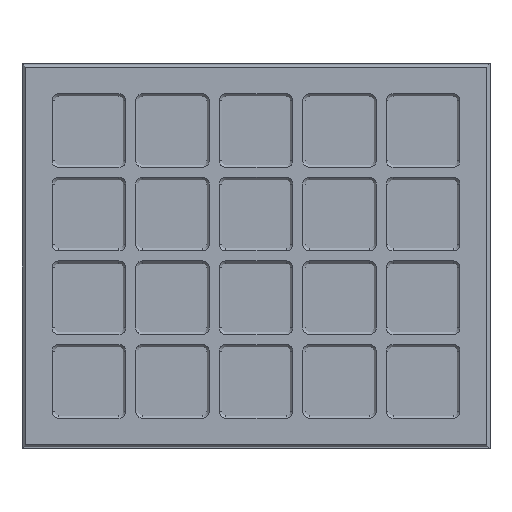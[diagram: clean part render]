
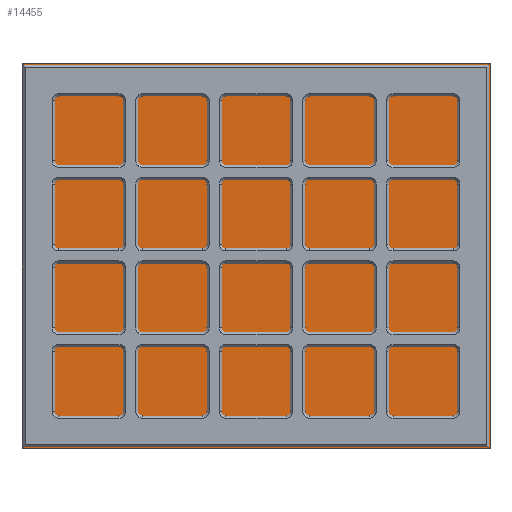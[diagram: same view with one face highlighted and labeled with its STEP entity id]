
A CAD part, top view. The second image highlights one B-rep face of the part: STEP entity #14455.
In plain terms, the highlighted planar face has unit normal (0, 0, 1).
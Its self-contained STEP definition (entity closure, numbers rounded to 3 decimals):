
#14416=CARTESIAN_POINT('Axis2P3D Location',(0.,0.,4.)) ;
#14421=CARTESIAN_POINT('Line Origine',(108.41,-41.468,4.)) ;
#14425=CARTESIAN_POINT('Vertex',(108.41,16.032,4.)) ;
#14427=CARTESIAN_POINT('Vertex',(108.41,-98.968,4.)) ;
#14430=CARTESIAN_POINT('Line Origine',(178.41,-98.968,4.)) ;
#14434=CARTESIAN_POINT('Vertex',(248.41,-98.968,4.)) ;
#14437=CARTESIAN_POINT('Line Origine',(248.41,-41.468,4.)) ;
#14441=CARTESIAN_POINT('Vertex',(248.41,16.032,4.)) ;
#14444=CARTESIAN_POINT('Line Origine',(178.41,16.032,4.)) ;
#14417=DIRECTION('Axis2P3D Direction',(0.,0.,1.)) ;
#14418=DIRECTION('Axis2P3D XDirection',(1.,0.,0.)) ;
#14422=DIRECTION('Vector Direction',(0.,-1.,0.)) ;
#14431=DIRECTION('Vector Direction',(-1.,0.,0.)) ;
#14438=DIRECTION('Vector Direction',(0.,1.,0.)) ;
#14445=DIRECTION('Vector Direction',(1.,0.,0.)) ;
#14419=AXIS2_PLACEMENT_3D('Plane Axis2P3D',#14416,#14417,#14418) ;
#14450=ORIENTED_EDGE('',*,*,#14429,.T.) ;
#14451=ORIENTED_EDGE('',*,*,#14436,.T.) ;
#14452=ORIENTED_EDGE('',*,*,#14443,.T.) ;
#14453=ORIENTED_EDGE('',*,*,#14448,.T.) ;
#14423=VECTOR('Line Direction',#14422,1.) ;
#14432=VECTOR('Line Direction',#14431,1.) ;
#14439=VECTOR('Line Direction',#14438,1.) ;
#14446=VECTOR('Line Direction',#14445,1.) ;
#14455=ADVANCED_FACE('PartBody',(#14454),#14420,.T.) ;
#14429=EDGE_CURVE('',#14426,#14428,#14424,.T.) ;
#14436=EDGE_CURVE('',#14428,#14435,#14433,.F.) ;
#14443=EDGE_CURVE('',#14435,#14442,#14440,.T.) ;
#14448=EDGE_CURVE('',#14442,#14426,#14447,.F.) ;
#14449=EDGE_LOOP('',(#14450,#14451,#14452,#14453)) ;
#14454=FACE_OUTER_BOUND('',#14449,.T.) ;
#14424=LINE('Line',#14421,#14423) ;
#14433=LINE('Line',#14430,#14432) ;
#14440=LINE('Line',#14437,#14439) ;
#14447=LINE('Line',#14444,#14446) ;
#14420=PLANE('',#14419) ;
#14426=VERTEX_POINT('',#14425) ;
#14428=VERTEX_POINT('',#14427) ;
#14435=VERTEX_POINT('',#14434) ;
#14442=VERTEX_POINT('',#14441) ;
